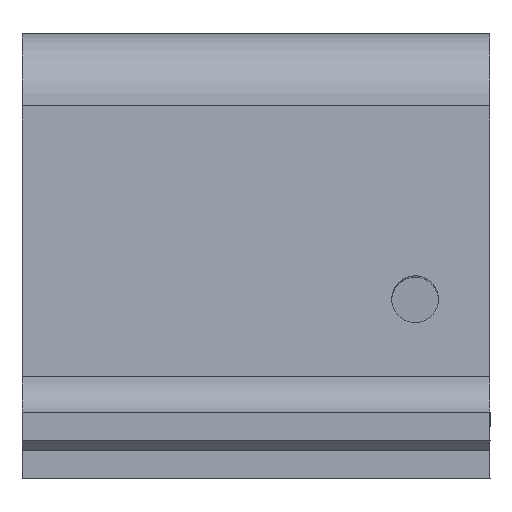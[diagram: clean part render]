
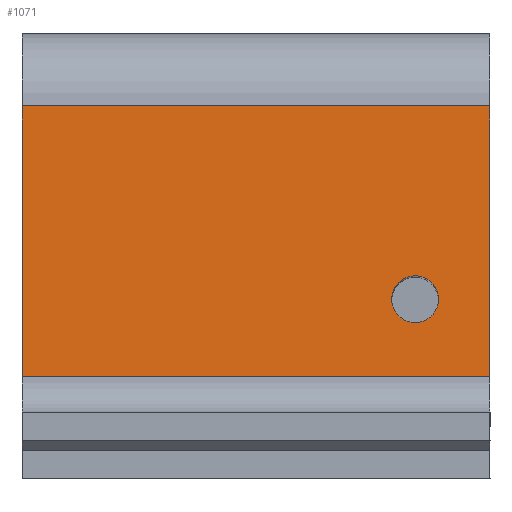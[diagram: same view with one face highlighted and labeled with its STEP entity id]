
A CAD part, left-side view. The second image highlights one B-rep face of the part: STEP entity #1071.
In plain terms, the highlighted planar face has unit normal (-0.999, 0, 0.035).
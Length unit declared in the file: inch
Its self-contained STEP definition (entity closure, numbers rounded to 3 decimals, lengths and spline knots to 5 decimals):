
#5 = DIRECTION ( 'NONE',  ( -0.035, 0., -0.999 ) ) ;
#22 = CARTESIAN_POINT ( 'NONE',  ( -0.93957, 0.98425, 0.30946 ) ) ;
#50 = LINE ( 'NONE', #366, #235 ) ;
#108 = ORIENTED_EDGE ( 'NONE', *, *, #1042, .F. ) ;
#130 = DIRECTION ( 'NONE',  ( -0.035, 0., -0.999 ) ) ;
#131 = ORIENTED_EDGE ( 'NONE', *, *, #958, .T. ) ;
#159 = DIRECTION ( 'NONE',  ( -0.035, 0., -0.999 ) ) ;
#235 = VECTOR ( 'NONE', #130, 39.37008 ) ;
#275 = PLANE ( 'NONE',  #682 ) ;
#315 = ORIENTED_EDGE ( 'NONE', *, *, #930, .F. ) ;
#320 = ORIENTED_EDGE ( 'NONE', *, *, #531, .F. ) ;
#337 = EDGE_LOOP ( 'NONE', ( #131, #1230, #533, #320 ) ) ;
#338 = DIRECTION ( 'NONE',  ( -0.999, 0., 0.035 ) ) ;
#366 = CARTESIAN_POINT ( 'NONE',  ( -0.89982, 0.98425, 1.448 ) ) ;
#432 = VECTOR ( 'NONE', #1134, 39.37008 ) ;
#450 = LINE ( 'NONE', #22, #878 ) ;
#453 = CIRCLE ( 'NONE', #1218, 0.09843 ) ;
#474 = CARTESIAN_POINT ( 'NONE',  ( -0.89982, 4.11716, 1.448 ) ) ;
#520 = VECTOR ( 'NONE', #756, 39.37008 ) ;
#531 = EDGE_CURVE ( 'NONE', #1010, #945, #450, .T. ) ;
#533 = ORIENTED_EDGE ( 'NONE', *, *, #1326, .T. ) ;
#614 = CARTESIAN_POINT ( 'NONE',  ( -0.89982, -0.98425, 1.448 ) ) ;
#620 = EDGE_CURVE ( 'NONE', #847, #755, #920, .T. ) ;
#647 = EDGE_LOOP ( 'NONE', ( #108, #315 ) ) ;
#682 = AXIS2_PLACEMENT_3D ( 'NONE', #1001, #1358, #1124 ) ;
#694 = FACE_OUTER_BOUND ( 'NONE', #337, .T. ) ;
#700 = CARTESIAN_POINT ( 'NONE',  ( -0.9282, -0.66929, 0.63526 ) ) ;
#755 = VERTEX_POINT ( 'NONE', #614 ) ;
#756 = DIRECTION ( 'NONE',  ( 0.035, 0., 0.999 ) ) ;
#847 = VERTEX_POINT ( 'NONE', #1244 ) ;
#860 = LINE ( 'NONE', #1292, #520 ) ;
#878 = VECTOR ( 'NONE', #1076, 39.37008 ) ;
#920 = LINE ( 'NONE', #474, #432 ) ;
#930 = EDGE_CURVE ( 'NONE', #1065, #1046, #1168, .T. ) ;
#945 = VERTEX_POINT ( 'NONE', #1184 ) ;
#958 = EDGE_CURVE ( 'NONE', #1010, #755, #860, .T. ) ;
#977 = CARTESIAN_POINT ( 'NONE',  ( -0.9282, -0.66929, 0.63526 ) ) ;
#1001 = CARTESIAN_POINT ( 'NONE',  ( -0.94488, 0.98425, 0.15748 ) ) ;
#1010 = VERTEX_POINT ( 'NONE', #1330 ) ;
#1038 = AXIS2_PLACEMENT_3D ( 'NONE', #977, #338, #5 ) ;
#1042 = EDGE_CURVE ( 'NONE', #1046, #1065, #453, .T. ) ;
#1046 = VERTEX_POINT ( 'NONE', #1148 ) ;
#1065 = VERTEX_POINT ( 'NONE', #1232 ) ;
#1071 = ADVANCED_FACE ( 'NONE', ( #1215, #694 ), #275, .F. ) ;
#1076 = DIRECTION ( 'NONE',  ( 0., 1., 0. ) ) ;
#1124 = DIRECTION ( 'NONE',  ( -0.035, 0., -0.999 ) ) ;
#1134 = DIRECTION ( 'NONE',  ( 0., -1., 0. ) ) ;
#1148 = CARTESIAN_POINT ( 'NONE',  ( -0.93163, -0.66929, 0.53689 ) ) ;
#1168 = CIRCLE ( 'NONE', #1038, 0.09843 ) ;
#1184 = CARTESIAN_POINT ( 'NONE',  ( -0.93957, 0.98425, 0.30946 ) ) ;
#1215 = FACE_BOUND ( 'NONE', #647, .T. ) ;
#1218 = AXIS2_PLACEMENT_3D ( 'NONE', #700, #1253, #159 ) ;
#1230 = ORIENTED_EDGE ( 'NONE', *, *, #620, .F. ) ;
#1232 = CARTESIAN_POINT ( 'NONE',  ( -0.92476, -0.66929, 0.73362 ) ) ;
#1244 = CARTESIAN_POINT ( 'NONE',  ( -0.89982, 0.98425, 1.448 ) ) ;
#1253 = DIRECTION ( 'NONE',  ( -0.999, 0., 0.035 ) ) ;
#1292 = CARTESIAN_POINT ( 'NONE',  ( -0.93957, -0.98425, 0.30946 ) ) ;
#1326 = EDGE_CURVE ( 'NONE', #847, #945, #50, .T. ) ;
#1330 = CARTESIAN_POINT ( 'NONE',  ( -0.93957, -0.98425, 0.30946 ) ) ;
#1358 = DIRECTION ( 'NONE',  ( 0.999, 0., -0.035 ) ) ;
